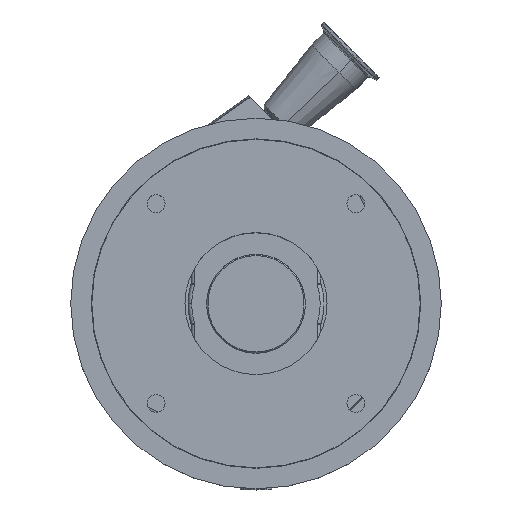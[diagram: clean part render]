
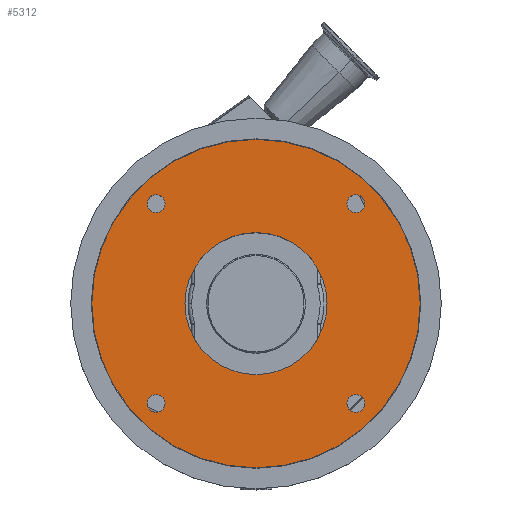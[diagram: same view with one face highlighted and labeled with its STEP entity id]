
A CAD part, top view. The second image highlights one B-rep face of the part: STEP entity #5312.
In plain terms, the highlighted planar face has unit normal (0, 0, 1).
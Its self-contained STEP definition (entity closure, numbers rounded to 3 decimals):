
#100 = EDGE_CURVE ( 'NONE', #5259, #3798, #3771, .T. ) ;
#192 = DIRECTION ( 'NONE',  ( 1., 0., 0. ) ) ;
#214 = CARTESIAN_POINT ( 'NONE',  ( 80.822, -80.822, -9. ) ) ;
#238 = CARTESIAN_POINT ( 'NONE',  ( 80.822, 80.822, -9. ) ) ;
#239 = PLANE ( 'NONE',  #11076 ) ;
#297 = DIRECTION ( 'NONE',  ( 1., 0., 0. ) ) ;
#371 = ORIENTED_EDGE ( 'NONE', *, *, #2935, .F. ) ;
#417 = DIRECTION ( 'NONE',  ( 1., 0., 0. ) ) ;
#673 = ORIENTED_EDGE ( 'NONE', *, *, #9777, .F. ) ;
#704 = EDGE_LOOP ( 'NONE', ( #7568, #4608 ) ) ;
#781 = CIRCLE ( 'NONE', #10006, 7.25 ) ;
#805 = DIRECTION ( 'NONE',  ( 0., 0., 1. ) ) ;
#1035 = CIRCLE ( 'NONE', #2061, 7.25 ) ;
#1300 = CARTESIAN_POINT ( 'NONE',  ( 80.822, -80.822, -9. ) ) ;
#1384 = DIRECTION ( 'NONE',  ( 0., 0., 1. ) ) ;
#1449 = VERTEX_POINT ( 'NONE', #12420 ) ;
#1616 = EDGE_LOOP ( 'NONE', ( #1749, #4273 ) ) ;
#1723 = CARTESIAN_POINT ( 'NONE',  ( 0., 0., -9. ) ) ;
#1749 = ORIENTED_EDGE ( 'NONE', *, *, #100, .T. ) ;
#1902 = CARTESIAN_POINT ( 'NONE',  ( 88.072, 80.822, -9. ) ) ;
#1920 = AXIS2_PLACEMENT_3D ( 'NONE', #6271, #1384, #417 ) ;
#2061 = AXIS2_PLACEMENT_3D ( 'NONE', #4375, #6177, #4235 ) ;
#2066 = CIRCLE ( 'NONE', #10039, 57.5 ) ;
#2096 = CIRCLE ( 'NONE', #11924, 7.25 ) ;
#2444 = CIRCLE ( 'NONE', #7163, 7.25 ) ;
#2776 = CARTESIAN_POINT ( 'NONE',  ( 73.572, 80.822, -9. ) ) ;
#2796 = EDGE_CURVE ( 'NONE', #7493, #8132, #3025, .T. ) ;
#2935 = EDGE_CURVE ( 'NONE', #9327, #3415, #781, .T. ) ;
#3025 = CIRCLE ( 'NONE', #10192, 7.25 ) ;
#3064 = FACE_BOUND ( 'NONE', #10066, .T. ) ;
#3130 = FACE_BOUND ( 'NONE', #7061, .T. ) ;
#3139 = VERTEX_POINT ( 'NONE', #3296 ) ;
#3277 = VERTEX_POINT ( 'NONE', #5471 ) ;
#3296 = CARTESIAN_POINT ( 'NONE',  ( -88.072, 80.822, -9. ) ) ;
#3415 = VERTEX_POINT ( 'NONE', #2776 ) ;
#3453 = ORIENTED_EDGE ( 'NONE', *, *, #6943, .F. ) ;
#3503 = DIRECTION ( 'NONE',  ( 0., 0., 1. ) ) ;
#3554 = CARTESIAN_POINT ( 'NONE',  ( -132.95, 0., -9. ) ) ;
#3771 = CIRCLE ( 'NONE', #1920, 132.95 ) ;
#3781 = ORIENTED_EDGE ( 'NONE', *, *, #5433, .F. ) ;
#3798 = VERTEX_POINT ( 'NONE', #3554 ) ;
#4235 = DIRECTION ( 'NONE',  ( 1., 0., 0. ) ) ;
#4249 = DIRECTION ( 'NONE',  ( 0., 0., 1. ) ) ;
#4273 = ORIENTED_EDGE ( 'NONE', *, *, #6069, .T. ) ;
#4375 = CARTESIAN_POINT ( 'NONE',  ( -80.822, -80.822, -9. ) ) ;
#4514 = CIRCLE ( 'NONE', #5747, 132.95 ) ;
#4530 = DIRECTION ( 'NONE',  ( 1., 0., 0. ) ) ;
#4608 = ORIENTED_EDGE ( 'NONE', *, *, #11513, .F. ) ;
#4909 = AXIS2_PLACEMENT_3D ( 'NONE', #1723, #8611, #7717 ) ;
#5063 = CARTESIAN_POINT ( 'NONE',  ( -80.822, -80.822, -9. ) ) ;
#5143 = DIRECTION ( 'NONE',  ( 0., 0., 1. ) ) ;
#5152 = CIRCLE ( 'NONE', #11526, 7.25 ) ;
#5243 = VERTEX_POINT ( 'NONE', #10907 ) ;
#5247 = CARTESIAN_POINT ( 'NONE',  ( -73.572, -80.822, -9. ) ) ;
#5259 = VERTEX_POINT ( 'NONE', #11985 ) ;
#5312 = ADVANCED_FACE ( 'NONE', ( #11856, #8884, #3064, #9015, #11920, #3130 ), #239, .T. ) ;
#5433 = EDGE_CURVE ( 'NONE', #3277, #5819, #5528, .T. ) ;
#5462 = DIRECTION ( 'NONE',  ( 0., 0., 1. ) ) ;
#5471 = CARTESIAN_POINT ( 'NONE',  ( 57.5, 0., -9. ) ) ;
#5528 = CIRCLE ( 'NONE', #4909, 57.5 ) ;
#5554 = DIRECTION ( 'NONE',  ( 1., 0., 0. ) ) ;
#5571 = CIRCLE ( 'NONE', #6403, 7.25 ) ;
#5747 = AXIS2_PLACEMENT_3D ( 'NONE', #10017, #5143, #6242 ) ;
#5819 = VERTEX_POINT ( 'NONE', #10410 ) ;
#5948 = ORIENTED_EDGE ( 'NONE', *, *, #2796, .F. ) ;
#5955 = ORIENTED_EDGE ( 'NONE', *, *, #10314, .F. ) ;
#6069 = EDGE_CURVE ( 'NONE', #3798, #5259, #4514, .T. ) ;
#6149 = CARTESIAN_POINT ( 'NONE',  ( 0., 0., -9. ) ) ;
#6177 = DIRECTION ( 'NONE',  ( 0., 0., 1. ) ) ;
#6242 = DIRECTION ( 'NONE',  ( 1., 0., 0. ) ) ;
#6271 = CARTESIAN_POINT ( 'NONE',  ( 0., 0., -9. ) ) ;
#6346 = CIRCLE ( 'NONE', #8155, 7.25 ) ;
#6403 = AXIS2_PLACEMENT_3D ( 'NONE', #8579, #11393, #12376 ) ;
#6462 = CARTESIAN_POINT ( 'NONE',  ( 0., 0., -9. ) ) ;
#6627 = VERTEX_POINT ( 'NONE', #11798 ) ;
#6855 = DIRECTION ( 'NONE',  ( 0., 0., 1. ) ) ;
#6889 = DIRECTION ( 'NONE',  ( 1., 0., 0. ) ) ;
#6918 = DIRECTION ( 'NONE',  ( 1., 0., 0. ) ) ;
#6943 = EDGE_CURVE ( 'NONE', #5243, #6627, #5152, .T. ) ;
#7061 = EDGE_LOOP ( 'NONE', ( #3781, #5955 ) ) ;
#7163 = AXIS2_PLACEMENT_3D ( 'NONE', #1300, #5462, #8391 ) ;
#7412 = DIRECTION ( 'NONE',  ( 1., 0., 0. ) ) ;
#7493 = VERTEX_POINT ( 'NONE', #5247 ) ;
#7568 = ORIENTED_EDGE ( 'NONE', *, *, #11234, .F. ) ;
#7717 = DIRECTION ( 'NONE',  ( 1., 0., 0. ) ) ;
#8060 = CARTESIAN_POINT ( 'NONE',  ( 80.822, 80.822, -9. ) ) ;
#8132 = VERTEX_POINT ( 'NONE', #11767 ) ;
#8155 = AXIS2_PLACEMENT_3D ( 'NONE', #238, #6855, #6918 ) ;
#8391 = DIRECTION ( 'NONE',  ( 1., 0., 0. ) ) ;
#8415 = DIRECTION ( 'NONE',  ( 0., 0., 1. ) ) ;
#8559 = ORIENTED_EDGE ( 'NONE', *, *, #9102, .F. ) ;
#8579 = CARTESIAN_POINT ( 'NONE',  ( -80.822, 80.822, -9. ) ) ;
#8611 = DIRECTION ( 'NONE',  ( 0., 0., 1. ) ) ;
#8884 = FACE_BOUND ( 'NONE', #704, .T. ) ;
#8928 = EDGE_CURVE ( 'NONE', #6627, #5243, #2444, .T. ) ;
#8961 = DIRECTION ( 'NONE',  ( 0., 0., 1. ) ) ;
#9015 = FACE_BOUND ( 'NONE', #9555, .T. ) ;
#9084 = DIRECTION ( 'NONE',  ( 0., 0., 1. ) ) ;
#9102 = EDGE_CURVE ( 'NONE', #3415, #9327, #6346, .T. ) ;
#9327 = VERTEX_POINT ( 'NONE', #1902 ) ;
#9555 = EDGE_LOOP ( 'NONE', ( #11927, #3453 ) ) ;
#9777 = EDGE_CURVE ( 'NONE', #8132, #7493, #1035, .T. ) ;
#10006 = AXIS2_PLACEMENT_3D ( 'NONE', #8060, #3503, #7412 ) ;
#10017 = CARTESIAN_POINT ( 'NONE',  ( 0., 0., -9. ) ) ;
#10039 = AXIS2_PLACEMENT_3D ( 'NONE', #6462, #805, #4530 ) ;
#10066 = EDGE_LOOP ( 'NONE', ( #5948, #673 ) ) ;
#10192 = AXIS2_PLACEMENT_3D ( 'NONE', #5063, #8961, #192 ) ;
#10314 = EDGE_CURVE ( 'NONE', #5819, #3277, #2066, .T. ) ;
#10357 = CARTESIAN_POINT ( 'NONE',  ( -80.822, 80.822, -9. ) ) ;
#10410 = CARTESIAN_POINT ( 'NONE',  ( -57.5, 0., -9. ) ) ;
#10907 = CARTESIAN_POINT ( 'NONE',  ( 73.572, -80.822, -9. ) ) ;
#11076 = AXIS2_PLACEMENT_3D ( 'NONE', #6149, #9084, #297 ) ;
#11234 = EDGE_CURVE ( 'NONE', #1449, #3139, #2096, .T. ) ;
#11287 = EDGE_LOOP ( 'NONE', ( #371, #8559 ) ) ;
#11393 = DIRECTION ( 'NONE',  ( 0., 0., 1. ) ) ;
#11513 = EDGE_CURVE ( 'NONE', #3139, #1449, #5571, .T. ) ;
#11526 = AXIS2_PLACEMENT_3D ( 'NONE', #214, #4249, #6889 ) ;
#11767 = CARTESIAN_POINT ( 'NONE',  ( -88.072, -80.822, -9. ) ) ;
#11798 = CARTESIAN_POINT ( 'NONE',  ( 88.072, -80.822, -9. ) ) ;
#11856 = FACE_OUTER_BOUND ( 'NONE', #1616, .T. ) ;
#11920 = FACE_BOUND ( 'NONE', #11287, .T. ) ;
#11924 = AXIS2_PLACEMENT_3D ( 'NONE', #10357, #8415, #5554 ) ;
#11927 = ORIENTED_EDGE ( 'NONE', *, *, #8928, .F. ) ;
#11985 = CARTESIAN_POINT ( 'NONE',  ( 132.95, 0., -9. ) ) ;
#12376 = DIRECTION ( 'NONE',  ( 1., 0., 0. ) ) ;
#12420 = CARTESIAN_POINT ( 'NONE',  ( -73.572, 80.822, -9. ) ) ;
